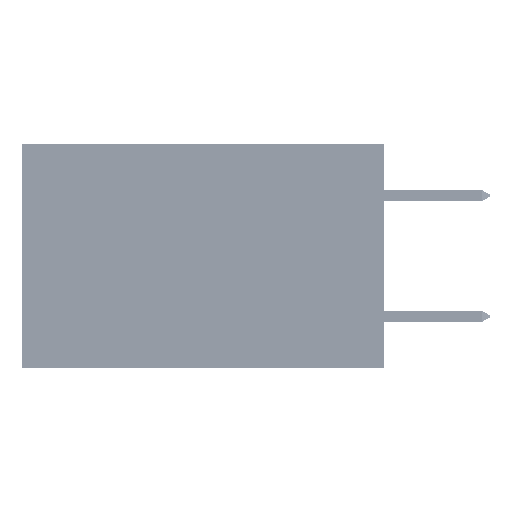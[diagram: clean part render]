
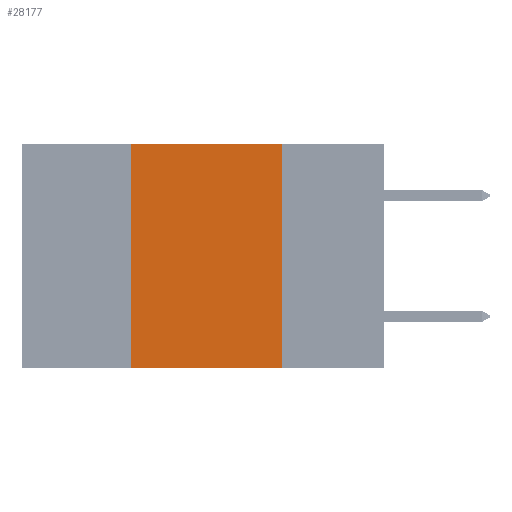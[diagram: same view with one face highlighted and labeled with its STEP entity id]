
A CAD part, left-side view. The second image highlights one B-rep face of the part: STEP entity #28177.
In plain terms, the highlighted planar face has unit normal (-1, 0, 0).
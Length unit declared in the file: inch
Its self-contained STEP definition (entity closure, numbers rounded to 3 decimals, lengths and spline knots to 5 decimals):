
#617 = VECTOR ( 'NONE', #6575, 39.37008 ) ;
#622 = VECTOR ( 'NONE', #38142, 39.37008 ) ;
#2906 = LINE ( 'NONE', #46444, #622 ) ;
#5005 = CARTESIAN_POINT ( 'NONE',  ( 0., 0.6, 0. ) ) ;
#6524 = CARTESIAN_POINT ( 'NONE',  ( 0., 0.6, -0.37 ) ) ;
#6575 = DIRECTION ( 'NONE',  ( 0., 0., -1. ) ) ;
#6582 = EDGE_CURVE ( 'NONE', #22171, #15382, #44100, .T. ) ;
#8138 = CARTESIAN_POINT ( 'NONE',  ( 0., 0.17, 0. ) ) ;
#9362 = VECTOR ( 'NONE', #22331, 39.37008 ) ;
#11694 = ORIENTED_EDGE ( 'NONE', *, *, #30027, .F. ) ;
#12217 = AXIS2_PLACEMENT_3D ( 'NONE', #5005, #16922, #44395 ) ;
#13353 = ORIENTED_EDGE ( 'NONE', *, *, #23312, .T. ) ;
#15382 = VERTEX_POINT ( 'NONE', #47345 ) ;
#16922 = DIRECTION ( 'NONE',  ( 1., 0., 0. ) ) ;
#22171 = VERTEX_POINT ( 'NONE', #35278 ) ;
#22331 = DIRECTION ( 'NONE',  ( 0., -1., 0. ) ) ;
#22650 = CARTESIAN_POINT ( 'NONE',  ( 0., 0.17, 0. ) ) ;
#23312 = EDGE_CURVE ( 'NONE', #22171, #32950, #30625, .T. ) ;
#24295 = EDGE_LOOP ( 'NONE', ( #11694, #28097, #42317, #13353 ) ) ;
#27633 = CARTESIAN_POINT ( 'NONE',  ( 0., 0.17, -0.37 ) ) ;
#28097 = ORIENTED_EDGE ( 'NONE', *, *, #28344, .F. ) ;
#28177 = ADVANCED_FACE ( 'NONE', ( #36864 ), #41511, .F. ) ;
#28344 = EDGE_CURVE ( 'NONE', #15382, #35322, #2906, .T. ) ;
#30027 = EDGE_CURVE ( 'NONE', #35322, #32950, #37921, .T. ) ;
#30625 = LINE ( 'NONE', #6524, #9362 ) ;
#32950 = VERTEX_POINT ( 'NONE', #27633 ) ;
#35278 = CARTESIAN_POINT ( 'NONE',  ( 0., 0.42, -0.37 ) ) ;
#35322 = VERTEX_POINT ( 'NONE', #8138 ) ;
#36864 = FACE_OUTER_BOUND ( 'NONE', #24295, .T. ) ;
#37921 = LINE ( 'NONE', #22650, #617 ) ;
#38142 = DIRECTION ( 'NONE',  ( 0., -1., 0. ) ) ;
#38350 = DIRECTION ( 'NONE',  ( 0., 0., 1. ) ) ;
#39603 = VECTOR ( 'NONE', #38350, 39.37008 ) ;
#39955 = CARTESIAN_POINT ( 'NONE',  ( 0., 0.42, 0. ) ) ;
#41511 = PLANE ( 'NONE',  #12217 ) ;
#42317 = ORIENTED_EDGE ( 'NONE', *, *, #6582, .F. ) ;
#44100 = LINE ( 'NONE', #39955, #39603 ) ;
#44395 = DIRECTION ( 'NONE',  ( 0., 0., -1. ) ) ;
#46444 = CARTESIAN_POINT ( 'NONE',  ( 0., 0.6, 0. ) ) ;
#47345 = CARTESIAN_POINT ( 'NONE',  ( 0., 0.42, 0. ) ) ;
